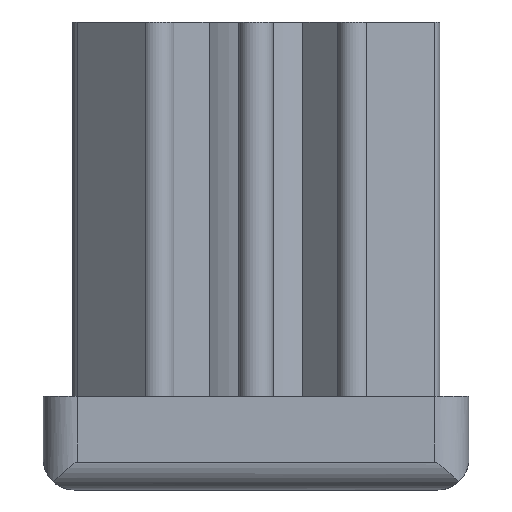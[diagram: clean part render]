
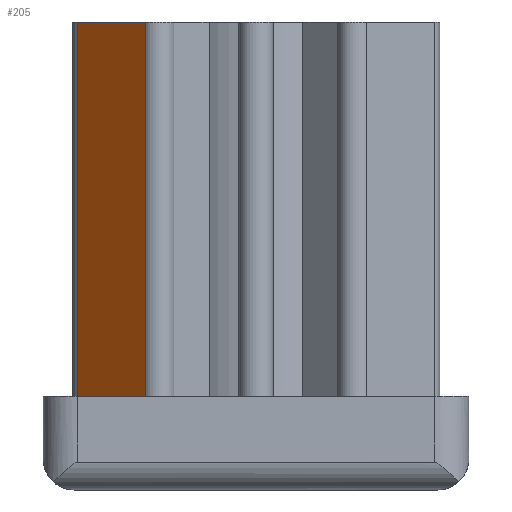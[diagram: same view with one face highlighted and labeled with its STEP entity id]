
A CAD part, left-side view. The second image highlights one B-rep face of the part: STEP entity #205.
In plain terms, the highlighted planar face has unit normal (-0.707, 0.707, 0).
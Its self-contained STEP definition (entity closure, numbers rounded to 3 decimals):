
#205 = ADVANCED_FACE( '', ( #418 ), #419, .F. );
#418 = FACE_OUTER_BOUND( '', #633, .T. );
#419 = PLANE( '', #634 );
#633 = EDGE_LOOP( '', ( #1222, #1223, #1224, #1225 ) );
#634 = AXIS2_PLACEMENT_3D( '', #1226, #1227, #1228 );
#1222 = ORIENTED_EDGE( '', *, *, #1523, .T. );
#1223 = ORIENTED_EDGE( '', *, *, #1444, .T. );
#1224 = ORIENTED_EDGE( '', *, *, #1391, .F. );
#1225 = ORIENTED_EDGE( '', *, *, #1487, .F. );
#1226 = CARTESIAN_POINT( '', ( -13., 21., 55. ) );
#1227 = DIRECTION( '', ( 0.707, -0.707, 0. ) );
#1228 = DIRECTION( '', ( 0.707, 0.707, 0. ) );
#1391 = EDGE_CURVE( '', #1705, #1706, #1707, .T. );
#1444 = EDGE_CURVE( '', #1789, #1706, #1790, .T. );
#1487 = EDGE_CURVE( '', #1853, #1705, #1855, .T. );
#1523 = EDGE_CURVE( '', #1853, #1789, #1899, .T. );
#1705 = VERTEX_POINT( '', #2184 );
#1706 = VERTEX_POINT( '', #2185 );
#1707 = LINE( '', #2186, #2187 );
#1789 = VERTEX_POINT( '', #2311 );
#1790 = LINE( '', #2312, #2313 );
#1853 = VERTEX_POINT( '', #2394 );
#1855 = LINE( '', #2396, #2397 );
#1899 = LINE( '', #2524, #2525 );
#2184 = CARTESIAN_POINT( '', ( -21., 13., 55. ) );
#2185 = CARTESIAN_POINT( '', ( -21., 13., 11. ) );
#2186 = CARTESIAN_POINT( '', ( -21., 13., 55. ) );
#2187 = VECTOR( '', #2665, 1000. );
#2311 = CARTESIAN_POINT( '', ( -13., 21., 11. ) );
#2312 = CARTESIAN_POINT( '', ( -13., 21., 11. ) );
#2313 = VECTOR( '', #2731, 1000. );
#2394 = CARTESIAN_POINT( '', ( -13., 21., 55. ) );
#2396 = CARTESIAN_POINT( '', ( -13., 21., 55. ) );
#2397 = VECTOR( '', #2816, 1000. );
#2524 = CARTESIAN_POINT( '', ( -13., 21., 55. ) );
#2525 = VECTOR( '', #2838, 1000. );
#2665 = DIRECTION( '', ( 0., 0., -1. ) );
#2731 = DIRECTION( '', ( -0.707, -0.707, 0. ) );
#2816 = DIRECTION( '', ( -0.707, -0.707, 0. ) );
#2838 = DIRECTION( '', ( 0., 0., -1. ) );
